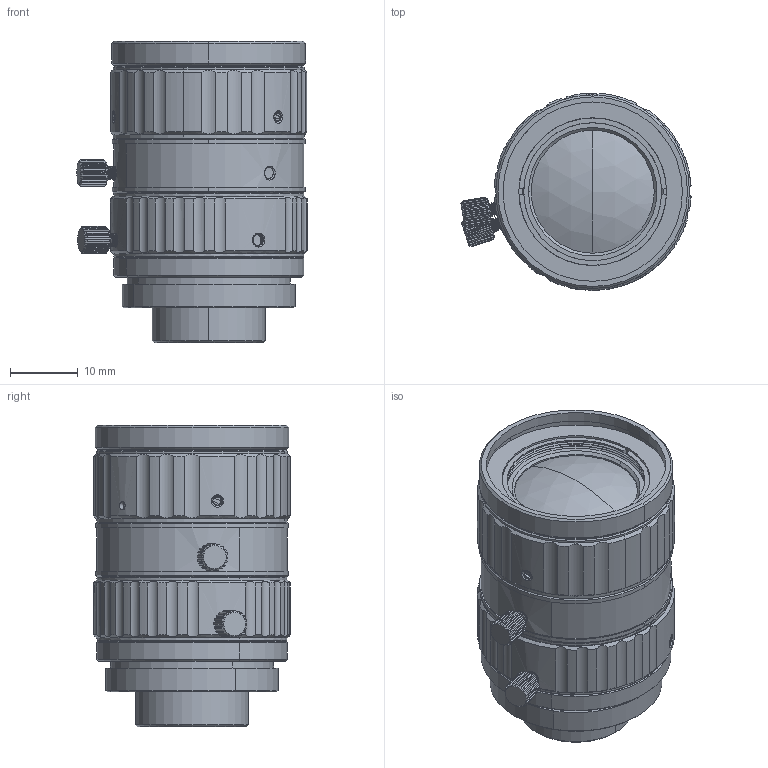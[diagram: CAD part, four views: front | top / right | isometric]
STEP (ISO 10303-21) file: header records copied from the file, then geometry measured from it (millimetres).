
FILE_DESCRIPTION (( 'STEP AP203' ), '1' );
FILE_NAME ('600051.STEP', '2022-02-16T09:00:08', ( '' ), ( '' ), 'SwSTEP 2.0', 'SolidWorks 2020', '' );
FILE_SCHEMA (( 'CONFIG_CONTROL_DESIGN' ));
Length unit declared in the file: millimetre
Products named in the file (1): 600051
Bounding box: 33.88 x 28.99 x 44.34 mm (x, y, z)
Volume: 23393.2 mm3; surface area: 8203.4 mm2
Topology: 11 solids, 13 shells, 1205 faces, 3234 edges, 2095 vertices
Faces by surface type: cylinder 648, plane 282, cone 168, bspline 83, sphere 12, torus 12
Entity records: 68738 total; most frequent: CARTESIAN_POINT 41258, ORIENTED_EDGE 6468, DIRECTION 4609, EDGE_CURVE 3234, VERTEX_POINT 2095, AXIS2_PLACEMENT_3D 1782, B_SPLINE_CURVE_WITH_KNOTS 1514, EDGE_LOOP 1257
